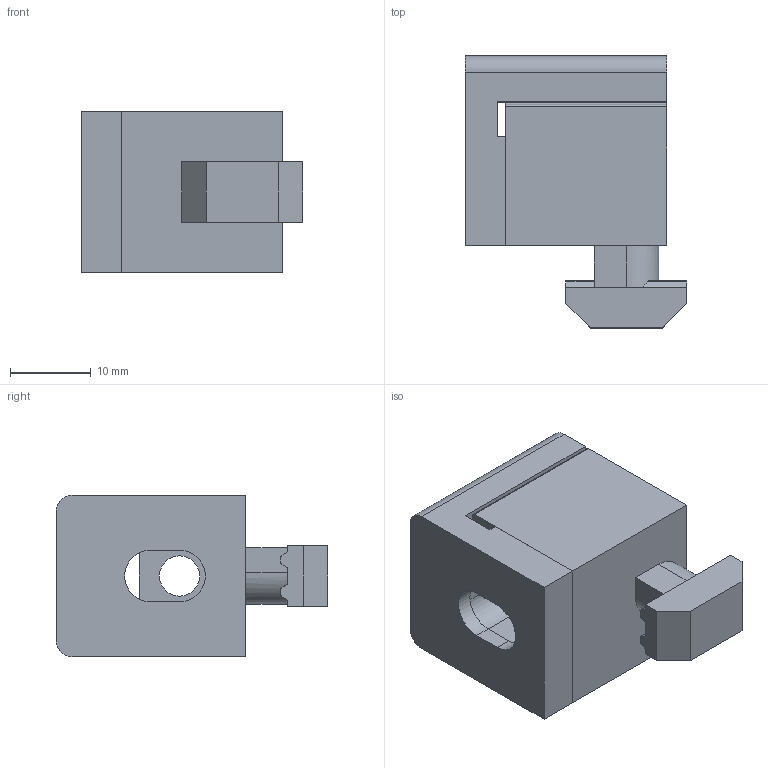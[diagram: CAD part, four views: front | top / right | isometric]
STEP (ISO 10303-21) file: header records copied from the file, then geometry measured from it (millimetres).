
FILE_DESCRIPTION(('FreeCAD Model'),'2;1');
FILE_NAME('Open CASCADE Shape Model','2024-04-03T10:18:13',(''),(''), 'Open CASCADE STEP processor 7.6','FreeCAD','Unknown');
FILE_SCHEMA(('AUTOMOTIVE_DESIGN { 1 0 10303 214 1 1 1 1 }'));
Length unit declared in the file: millimetre
Products named in the file (4): STI8-MULTIB25; _094500M61; _094500M63; _094500M62
Assembly tree (3 placements, depth 2):
  STI8-MULTIB25
    _094500M61
    _094500M63
    _094500M62
Bounding box: 27.5 x 33.7 x 20 mm (x, y, z)
Volume: 8736.3 mm3; surface area: 7326.3 mm2
Topology: 3 solids, 3 shells, 153 faces, 429 edges, 286 vertices
Faces by surface type: plane 98, cylinder 52, bspline 3
Full cylindrical faces by diameter (mm): 5 x1
Entity records: 11406 total; most frequent: CARTESIAN_POINT 2606, DIRECTION 1668, LINE 1043, VECTOR 1043, ORIENTED_EDGE 858, PCURVE 858, DEFINITIONAL_REPRESENTATION 858, EDGE_CURVE 429
